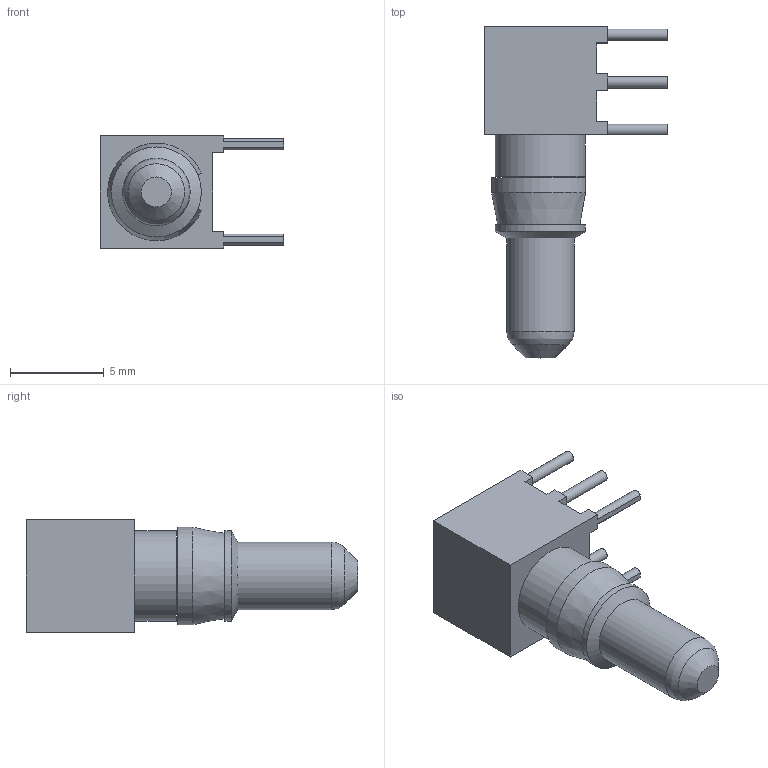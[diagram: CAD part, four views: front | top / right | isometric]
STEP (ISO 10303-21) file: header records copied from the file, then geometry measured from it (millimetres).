
FILE_DESCRIPTION(/* description */ (''),/* implementation_level */ '2;1');
FILE_NAME(/* name */ '100119779ugm000_b.stp',/* time_stamp */ '2014-01-10T08:41:45+01:00',/* author */ (''),/* organization */ (''),/* preprocessor_version */ 'ST-DEVELOPER v15',/* originating_system */ 'SIEMENS PLM Software NX 8.5',/* authorisation */ '');
FILE_SCHEMA (('AUTOMOTIVE_DESIGN { 1 0 10303 214 3 1 1 1 }'));
Length unit declared in the file: millimetre
Products named in the file (1): 100119779ugm000_b
Bounding box: 9.8 x 17.7 x 6 mm (x, y, z)
Volume: 375.3 mm3; surface area: 437 mm2
Topology: 1 solids, 1 shells, 54 faces, 139 edges, 94 vertices
Faces by surface type: plane 39, cylinder 11, cone 3, bspline 1
Full cylindrical faces by diameter (mm): 0.6 x4, 3.6 x2, 4.8 x2
Entity records: 1610 total; most frequent: CARTESIAN_POINT 290, DIRECTION 266, ORIENTED_EDGE 248, EDGE_CURVE 124, VERTEX_POINT 91, LINE 90, VECTOR 90, AXIS2_PLACEMENT_3D 88
